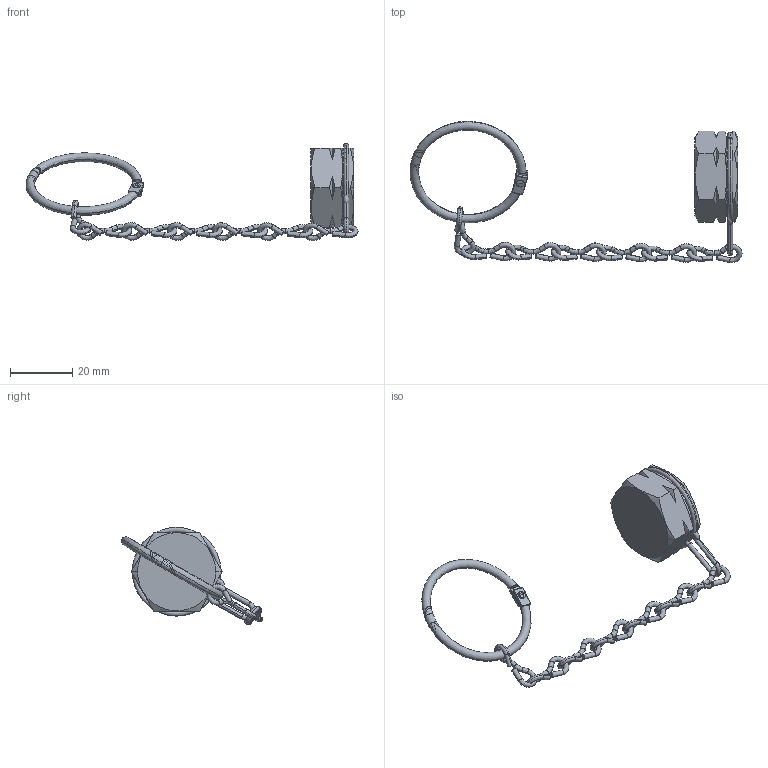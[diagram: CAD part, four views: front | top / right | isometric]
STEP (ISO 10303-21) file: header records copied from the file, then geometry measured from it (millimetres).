
FILE_DESCRIPTION (( 'STEP AP203' ), '1' );
FILE_NAME ('CAP-33ZI-R.step', '2025-10-31T15:33:53', ( '' ), ( '' ), 'SwSTEP 2.0', 'SolidWorks 2018', '' );
FILE_SCHEMA (( 'CONFIG_CONTROL_DESIGN' ));
Length unit declared in the file: inch
Products named in the file (8): PRT-000846; PRT-000939_CAP-33CH; ASY-000291; PRT-002255_SMALL PIN; ASY-000211_One Link Bent; PRT-002245_RING-1.187D HALF; CAP-33ZI-R; PRT-002239_STAINLESS
Assembly tree (14 placements, depth 3):
  CAP-33ZI-R
    PRT-000939_CAP-33CH
    PRT-000846
    ASY-000291
      PRT-002245_RING-1.187D HALF  x2
      PRT-002255_SMALL PIN
    ASY-000211_One Link Bent
      PRT-002239_STAINLESS  x7
Bounding box: 106.82 x 45.42 x 31.31 mm (x, y, z)
Volume: 5395.2 mm3; surface area: 6414.4 mm2
Topology: 13 solids, 13 shells, 318 faces, 811 edges, 507 vertices
Faces by surface type: cylinder 117, torus 68, plane 55, bspline 40, cone 22, sphere 16
Entity records: 9508 total; most frequent: CARTESIAN_POINT 4832, ORIENTED_EDGE 840, DIRECTION 674, EDGE_CURVE 420, VERTEX_POINT 286, AXIS2_PLACEMENT_3D 285, B_SPLINE_CURVE_WITH_KNOTS 183, EDGE_LOOP 156
